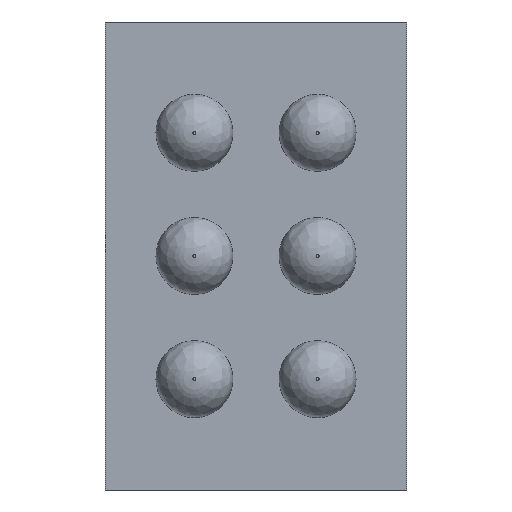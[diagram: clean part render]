
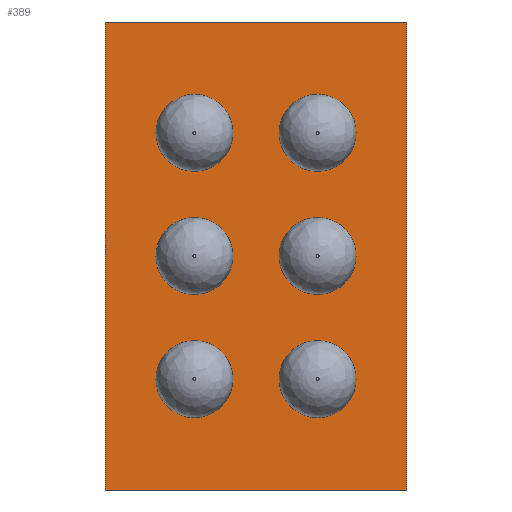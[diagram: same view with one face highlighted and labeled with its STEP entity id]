
A CAD part, front view. The second image highlights one B-rep face of the part: STEP entity #389.
In plain terms, the highlighted planar face has unit normal (0, -1, 0).
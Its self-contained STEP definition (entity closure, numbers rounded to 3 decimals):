
#46=PLANE('',#443);
#66=FACE_OUTER_BOUND('',#99,.T.);
#99=EDGE_LOOP('',(#305,#306,#307,#308));
#125=LINE('',#640,#144);
#129=LINE('',#648,#148);
#132=LINE('',#654,#151);
#135=LINE('',#659,#154);
#144=VECTOR('',#505,10.);
#148=VECTOR('',#511,10.);
#151=VECTOR('',#516,10.);
#154=VECTOR('',#521,10.);
#196=VERTEX_POINT('',#638);
#197=VERTEX_POINT('',#639);
#200=VERTEX_POINT('',#647);
#202=VERTEX_POINT('',#653);
#231=EDGE_CURVE('',#196,#197,#125,.T.);
#235=EDGE_CURVE('',#200,#196,#129,.T.);
#238=EDGE_CURVE('',#202,#200,#132,.T.);
#241=EDGE_CURVE('',#197,#202,#135,.T.);
#305=ORIENTED_EDGE('',*,*,#241,.F.);
#306=ORIENTED_EDGE('',*,*,#231,.F.);
#307=ORIENTED_EDGE('',*,*,#235,.F.);
#308=ORIENTED_EDGE('',*,*,#238,.F.);
#389=ADVANCED_FACE('',(#66),#46,.F.);
#443=AXIS2_PLACEMENT_3D('',#662,#525,#526);
#505=DIRECTION('',(1.,0.,0.));
#511=DIRECTION('',(0.,0.,1.));
#516=DIRECTION('',(-1.,0.,0.));
#521=DIRECTION('',(0.,0.,-1.));
#525=DIRECTION('center_axis',(0.,1.,0.));
#526=DIRECTION('ref_axis',(1.,0.,0.));
#638=CARTESIAN_POINT('',(-0.49,0.,0.76));
#639=CARTESIAN_POINT('',(0.49,0.,0.76));
#640=CARTESIAN_POINT('',(-0.49,0.,0.76));
#647=CARTESIAN_POINT('',(-0.49,0.,-0.76));
#648=CARTESIAN_POINT('',(-0.49,0.,-0.76));
#653=CARTESIAN_POINT('',(0.49,0.,-0.76));
#654=CARTESIAN_POINT('',(0.49,0.,-0.76));
#659=CARTESIAN_POINT('',(0.49,0.,0.76));
#662=CARTESIAN_POINT('Origin',(0.,0.,0.));
